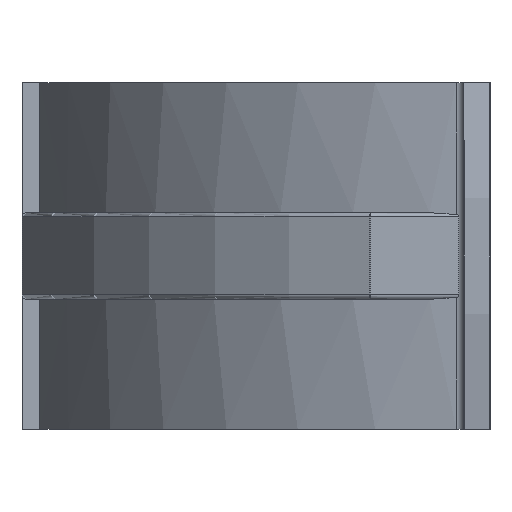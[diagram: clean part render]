
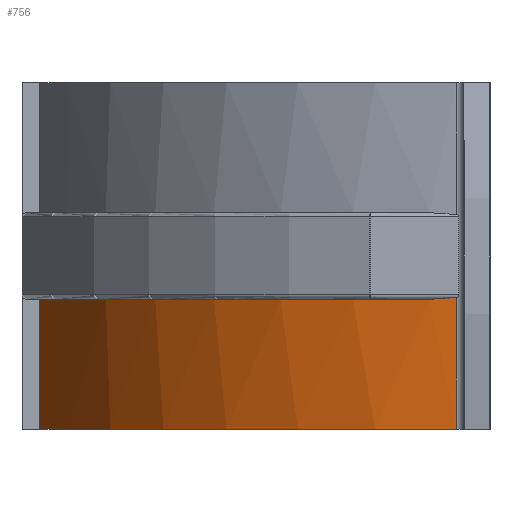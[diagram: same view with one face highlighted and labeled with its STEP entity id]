
A CAD part, left-side view. The second image highlights one B-rep face of the part: STEP entity #756.
In plain terms, the highlighted cylindrical face has radius 56 mm (diameter 112 mm), a partial arc.
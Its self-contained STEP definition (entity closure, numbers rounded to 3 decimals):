
#38 = VECTOR ( 'NONE', #1402, 1000. ) ;
#51 = DIRECTION ( 'NONE',  ( -1., 0., 0. ) ) ;
#55 = CARTESIAN_POINT ( 'NONE',  ( -15., 51.954, 20. ) ) ;
#110 = CARTESIAN_POINT ( 'NONE',  ( -55.436, 5.947, -4.98 ) ) ;
#121 = CARTESIAN_POINT ( 'NONE',  ( -55.689, 3.895, 20. ) ) ;
#122 = CIRCLE ( 'NONE', #1315, 56. ) ;
#139 = EDGE_CURVE ( 'NONE', #2021, #366, #122, .T. ) ;
#186 = DIRECTION ( 'NONE',  ( 1., 0., 0. ) ) ;
#329 = EDGE_CURVE ( 'NONE', #847, #2021, #1226, .T. ) ;
#366 = VERTEX_POINT ( 'NONE', #1254 ) ;
#376 = CARTESIAN_POINT ( 'NONE',  ( 0., -2., 20. ) ) ;
#425 = CARTESIAN_POINT ( 'NONE',  ( -55.573, 4.92, -4.91 ) ) ;
#502 = ORIENTED_EDGE ( 'NONE', *, *, #329, .T. ) ;
#590 = VECTOR ( 'NONE', #873, 1000. ) ;
#712 = FACE_OUTER_BOUND ( 'NONE', #1231, .T. ) ;
#737 = EDGE_CURVE ( 'NONE', #366, #1294, #1010, .T. ) ;
#751 = DIRECTION ( 'NONE',  ( 0., 0., 1. ) ) ;
#756 = ADVANCED_FACE ( 'NONE', ( #712 ), #1619, .T. ) ;
#847 = VERTEX_POINT ( 'NONE', #1877 ) ;
#873 = DIRECTION ( 'NONE',  ( 0., 0., -1. ) ) ;
#903 = CARTESIAN_POINT ( 'NONE',  ( -55.276, 6.974, -5. ) ) ;
#909 = CARTESIAN_POINT ( 'NONE',  ( -15., 51.954, -20. ) ) ;
#917 = ORIENTED_EDGE ( 'NONE', *, *, #139, .T. ) ;
#1010 = LINE ( 'NONE', #55, #590 ) ;
#1015 = CARTESIAN_POINT ( 'NONE',  ( 0., -2., -5. ) ) ;
#1044 = CARTESIAN_POINT ( 'NONE',  ( -55.689, 3.895, -20. ) ) ;
#1053 = VERTEX_POINT ( 'NONE', #1044 ) ;
#1226 = B_SPLINE_CURVE_WITH_KNOTS ( 'NONE', 3,
 ( #2072, #1551, #425, #110, #2042, #903 ),
 .UNSPECIFIED., .F., .F.,
 ( 4, 2, 4 ),
 ( 0., 0.002, 0.003 ),
 .UNSPECIFIED. ) ;
#1231 = EDGE_LOOP ( 'NONE', ( #1634, #502, #917, #1278, #1432 ) ) ;
#1254 = CARTESIAN_POINT ( 'NONE',  ( -15., 51.954, -5. ) ) ;
#1276 = CARTESIAN_POINT ( 'NONE',  ( -55.276, 6.974, -5. ) ) ;
#1278 = ORIENTED_EDGE ( 'NONE', *, *, #737, .T. ) ;
#1283 = EDGE_CURVE ( 'NONE', #1294, #1053, #1741, .T. ) ;
#1294 = VERTEX_POINT ( 'NONE', #909 ) ;
#1315 = AXIS2_PLACEMENT_3D ( 'NONE', #1015, #1654, #186 ) ;
#1364 = LINE ( 'NONE', #121, #38 ) ;
#1402 = DIRECTION ( 'NONE',  ( 0., 0., -1. ) ) ;
#1404 = DIRECTION ( 'NONE',  ( 1., 0., 0. ) ) ;
#1432 = ORIENTED_EDGE ( 'NONE', *, *, #1283, .T. ) ;
#1551 = CARTESIAN_POINT ( 'NONE',  ( -55.635, 4.406, -4.861 ) ) ;
#1619 = CYLINDRICAL_SURFACE ( 'NONE', #1656, 56. ) ;
#1634 = ORIENTED_EDGE ( 'NONE', *, *, #1880, .F. ) ;
#1654 = DIRECTION ( 'NONE',  ( 0., 0., -1. ) ) ;
#1656 = AXIS2_PLACEMENT_3D ( 'NONE', #376, #1825, #51 ) ;
#1712 = CARTESIAN_POINT ( 'NONE',  ( 0., -2., -20. ) ) ;
#1741 = CIRCLE ( 'NONE', #1908, 56. ) ;
#1825 = DIRECTION ( 'NONE',  ( 0., 0., -1. ) ) ;
#1877 = CARTESIAN_POINT ( 'NONE',  ( -55.689, 3.895, -4.782 ) ) ;
#1880 = EDGE_CURVE ( 'NONE', #847, #1053, #1364, .T. ) ;
#1908 = AXIS2_PLACEMENT_3D ( 'NONE', #1712, #751, #1404 ) ;
#2021 = VERTEX_POINT ( 'NONE', #1276 ) ;
#2042 = CARTESIAN_POINT ( 'NONE',  ( -55.36, 6.46, -5. ) ) ;
#2072 = CARTESIAN_POINT ( 'NONE',  ( -55.689, 3.895, -4.782 ) ) ;
